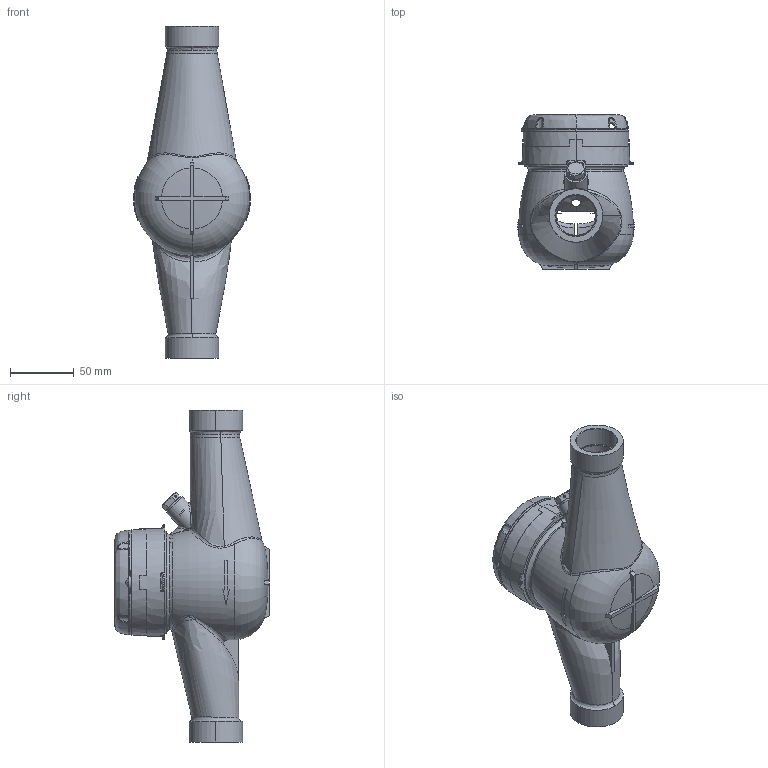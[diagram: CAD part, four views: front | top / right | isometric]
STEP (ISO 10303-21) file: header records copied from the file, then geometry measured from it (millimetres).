
FILE_DESCRIPTION (( 'STEP AP203' ), '1' );
FILE_NAME ('GMDM-I DN25.STEP', '2018-09-11T06:52:24', ( '' ), ( '' ), 'SwSTEP 2.0', 'SolidWorks 2018', '' );
FILE_SCHEMA (( 'CONFIG_CONTROL_DESIGN' ));
Length unit declared in the file: millimetre
Products named in the file (1): GMDM-I DN25
Bounding box: 91.51 x 121.31 x 260 mm (x, y, z)
Surface area: 99411.9 mm2 (no closed solid volume)
Topology: 0 solids, 7 shells, 257 faces, 850 edges, 579 vertices
Faces by surface type: plane 87, bspline 76, cylinder 38, cone 30, torus 18, sphere 8
Entity records: 30709 total; most frequent: CARTESIAN_POINT 24092, ORIENTED_EDGE 1469, DIRECTION 1108, EDGE_CURVE 850, VERTEX_POINT 579, AXIS2_PLACEMENT_3D 440, B_SPLINE_CURVE_WITH_KNOTS 337, EDGE_LOOP 282
